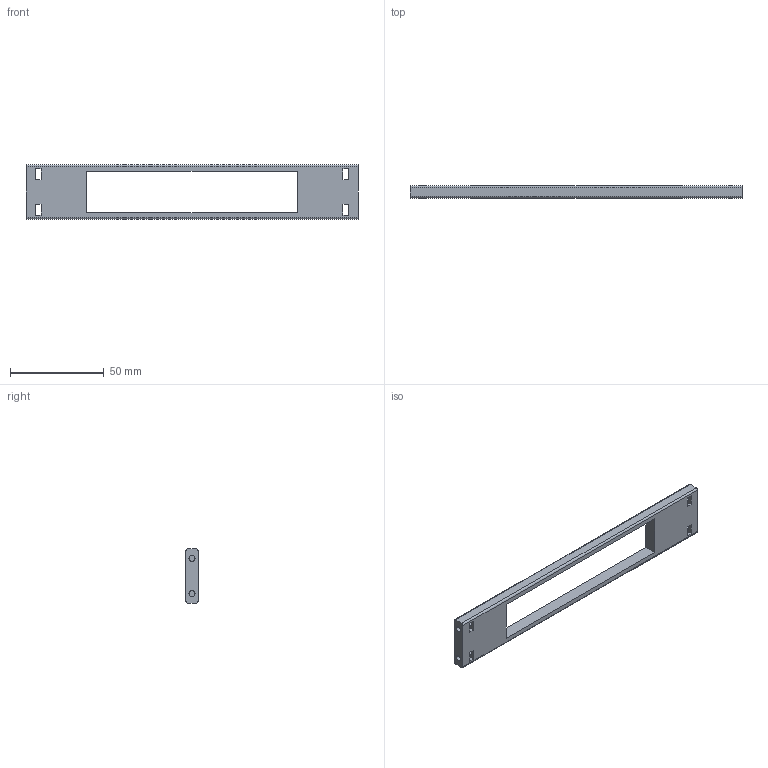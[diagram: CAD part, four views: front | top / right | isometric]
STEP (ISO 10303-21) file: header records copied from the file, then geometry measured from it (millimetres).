
FILE_DESCRIPTION(('CATIA V5 STEP Exchange'),'2;1');
FILE_NAME('R_Side_Plate_modi(long).stp','2021-01-22T12:36:34+00:00',('none'),('none'),'CATIA Version 5 Release 20 GA (IN-10)','CATIA V5 STEP AP203','none');
FILE_SCHEMA(('CONFIG_CONTROL_DESIGN'));
Length unit declared in the file: millimetre
Products named in the file (1): R_Side_Plate_modi(long)
Bounding box: 177 x 6.5 x 29 mm (x, y, z)
Volume: 16036.4 mm3; surface area: 10591.1 mm2
Topology: 1 solids, 1 shells, 50 faces, 132 edges, 88 vertices
Faces by surface type: plane 30, cylinder 20
Entity records: 1474 total; most frequent: ORIENTED_EDGE 264, CARTESIAN_POINT 247, DIRECTION 184, EDGE_CURVE 132, VECTOR 92, LINE 92, VERTEX_POINT 88, EDGE_LOOP 72
